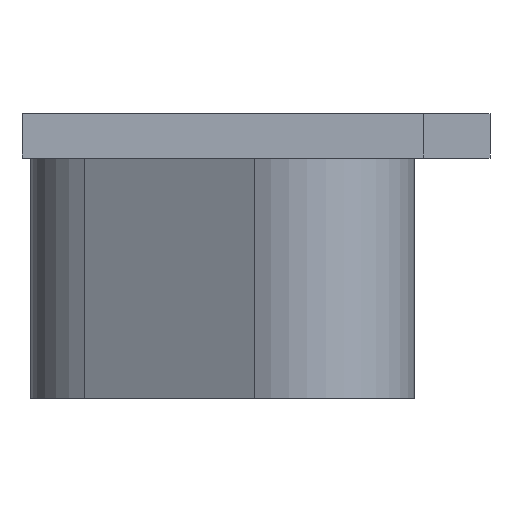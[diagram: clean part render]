
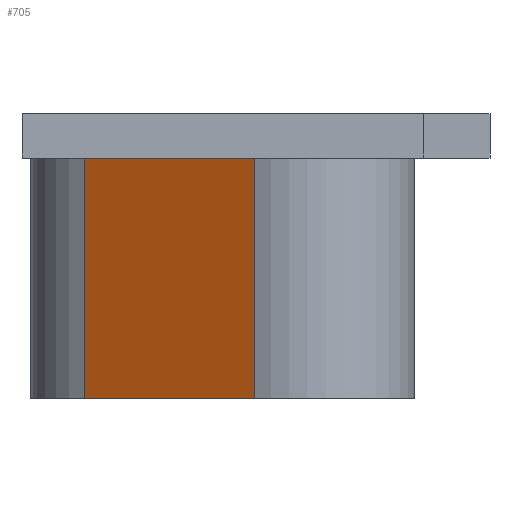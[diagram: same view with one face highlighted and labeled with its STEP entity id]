
A CAD part, left-side view. The second image highlights one B-rep face of the part: STEP entity #705.
In plain terms, the highlighted planar face has unit normal (-0.866, 0.5, 0).
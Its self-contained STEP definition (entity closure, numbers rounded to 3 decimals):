
#56=PLANE('',#784);
#85=FACE_OUTER_BOUND('',#134,.T.);
#134=EDGE_LOOP('',(#604,#605,#606,#607));
#162=LINE('',#1040,#223);
#188=LINE('',#1109,#249);
#206=LINE('',#1172,#267);
#207=LINE('',#1174,#268);
#223=VECTOR('',#833,10.);
#249=VECTOR('',#893,10.);
#267=VECTOR('',#965,10.);
#268=VECTOR('',#968,10.);
#321=VERTEX_POINT('',#1037);
#322=VERTEX_POINT('',#1039);
#347=VERTEX_POINT('',#1106);
#348=VERTEX_POINT('',#1108);
#387=EDGE_CURVE('',#321,#322,#162,.T.);
#422=EDGE_CURVE('',#347,#348,#188,.T.);
#454=EDGE_CURVE('',#321,#348,#206,.T.);
#455=EDGE_CURVE('',#322,#347,#207,.T.);
#604=ORIENTED_EDGE('',*,*,#387,.F.);
#605=ORIENTED_EDGE('',*,*,#454,.T.);
#606=ORIENTED_EDGE('',*,*,#422,.F.);
#607=ORIENTED_EDGE('',*,*,#455,.F.);
#705=ADVANCED_FACE('',(#85),#56,.T.);
#784=AXIS2_PLACEMENT_3D('',#1173,#966,#967);
#833=DIRECTION('',(-0.5,-0.866,0.));
#893=DIRECTION('',(0.5,0.866,0.));
#965=DIRECTION('',(0.,0.,-1.));
#966=DIRECTION('center_axis',(-0.866,0.5,0.));
#967=DIRECTION('ref_axis',(0.5,0.866,0.));
#968=DIRECTION('',(0.,0.,-1.));
#1037=CARTESIAN_POINT('',(22.215,71.105,0.));
#1039=CARTESIAN_POINT('',(0.215,33.,0.));
#1040=CARTESIAN_POINT('',(24.965,75.868,0.));
#1106=CARTESIAN_POINT('',(0.215,33.,-54.));
#1108=CARTESIAN_POINT('',(22.215,71.105,-54.));
#1109=CARTESIAN_POINT('',(22.215,71.105,-54.));
#1172=CARTESIAN_POINT('',(22.215,71.105,0.));
#1173=CARTESIAN_POINT('Origin',(0.215,33.,0.));
#1174=CARTESIAN_POINT('',(0.215,33.,0.));
